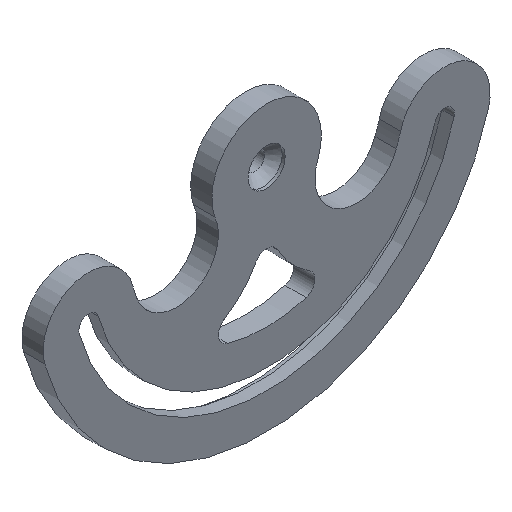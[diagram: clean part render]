
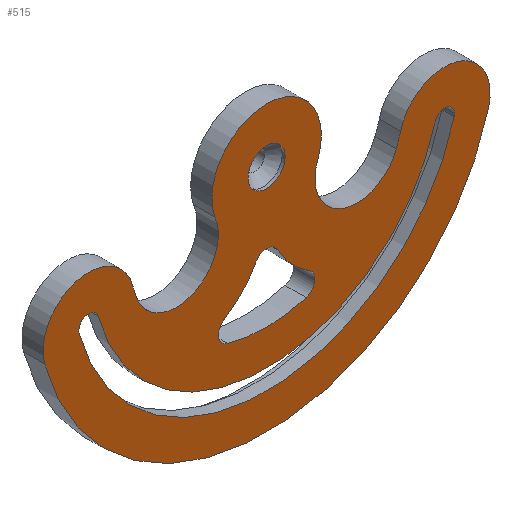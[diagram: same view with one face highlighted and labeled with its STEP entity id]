
A CAD part, isometric view. The second image highlights one B-rep face of the part: STEP entity #515.
In plain terms, the highlighted planar face has unit normal (0, -1, 0).
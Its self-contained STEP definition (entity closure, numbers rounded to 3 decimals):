
#20=FACE_BOUND('',#86,.T.);
#21=FACE_BOUND('',#87,.T.);
#22=FACE_BOUND('',#88,.T.);
#25=PLANE('',#607);
#53=FACE_OUTER_BOUND('',#85,.T.);
#85=EDGE_LOOP('',(#444,#445,#446,#447,#448,#449,#450,#451));
#86=EDGE_LOOP('',(#452,#453,#454,#455));
#87=EDGE_LOOP('',(#456,#457));
#88=EDGE_LOOP('',(#458,#459,#460,#461,#462,#463));
#140=CIRCLE('',#532,57.36);
#170=CIRCLE('',#567,6.1);
#171=CIRCLE('',#568,6.1);
#172=CIRCLE('',#574,3.25);
#173=CIRCLE('',#576,4.);
#174=CIRCLE('',#578,45.61);
#175=CIRCLE('',#580,4.);
#176=CIRCLE('',#582,29.72);
#177=CIRCLE('',#584,4.);
#178=CIRCLE('',#586,29.72);
#179=CIRCLE('',#588,3.25);
#180=CIRCLE('',#590,63.86);
#181=CIRCLE('',#592,18.);
#182=CIRCLE('',#594,13.825);
#183=CIRCLE('',#596,45.61);
#184=CIRCLE('',#598,15.);
#185=CIRCLE('',#600,75.61);
#186=CIRCLE('',#602,15.);
#187=CIRCLE('',#604,45.61);
#188=CIRCLE('',#606,13.825);
#191=VERTEX_POINT('',#796);
#192=VERTEX_POINT('',#798);
#221=VERTEX_POINT('',#865);
#222=VERTEX_POINT('',#866);
#223=VERTEX_POINT('',#879);
#224=VERTEX_POINT('',#883);
#225=VERTEX_POINT('',#885);
#226=VERTEX_POINT('',#889);
#227=VERTEX_POINT('',#893);
#228=VERTEX_POINT('',#897);
#229=VERTEX_POINT('',#901);
#230=VERTEX_POINT('',#907);
#231=VERTEX_POINT('',#913);
#232=VERTEX_POINT('',#915);
#233=VERTEX_POINT('',#919);
#234=VERTEX_POINT('',#923);
#235=VERTEX_POINT('',#927);
#236=VERTEX_POINT('',#931);
#237=VERTEX_POINT('',#935);
#238=VERTEX_POINT('',#939);
#241=EDGE_CURVE('',#192,#191,#140,.T.);
#274=EDGE_CURVE('',#221,#222,#170,.T.);
#275=EDGE_CURVE('',#222,#221,#171,.T.);
#281=EDGE_CURVE('',#223,#192,#172,.T.);
#284=EDGE_CURVE('',#225,#224,#173,.T.);
#286=EDGE_CURVE('',#226,#225,#174,.T.);
#288=EDGE_CURVE('',#227,#226,#175,.T.);
#290=EDGE_CURVE('',#228,#227,#176,.T.);
#292=EDGE_CURVE('',#229,#228,#177,.T.);
#294=EDGE_CURVE('',#224,#229,#178,.T.);
#296=EDGE_CURVE('',#191,#230,#179,.T.);
#297=EDGE_CURVE('',#230,#223,#180,.T.);
#299=EDGE_CURVE('',#232,#231,#181,.T.);
#301=EDGE_CURVE('',#233,#232,#182,.T.);
#303=EDGE_CURVE('',#234,#233,#183,.T.);
#305=EDGE_CURVE('',#235,#234,#184,.T.);
#307=EDGE_CURVE('',#236,#235,#185,.T.);
#309=EDGE_CURVE('',#237,#236,#186,.T.);
#311=EDGE_CURVE('',#238,#237,#187,.T.);
#313=EDGE_CURVE('',#231,#238,#188,.T.);
#444=ORIENTED_EDGE('',*,*,#313,.T.);
#445=ORIENTED_EDGE('',*,*,#311,.T.);
#446=ORIENTED_EDGE('',*,*,#309,.T.);
#447=ORIENTED_EDGE('',*,*,#307,.T.);
#448=ORIENTED_EDGE('',*,*,#305,.T.);
#449=ORIENTED_EDGE('',*,*,#303,.T.);
#450=ORIENTED_EDGE('',*,*,#301,.T.);
#451=ORIENTED_EDGE('',*,*,#299,.T.);
#452=ORIENTED_EDGE('',*,*,#297,.T.);
#453=ORIENTED_EDGE('',*,*,#281,.T.);
#454=ORIENTED_EDGE('',*,*,#241,.T.);
#455=ORIENTED_EDGE('',*,*,#296,.T.);
#456=ORIENTED_EDGE('',*,*,#274,.T.);
#457=ORIENTED_EDGE('',*,*,#275,.T.);
#458=ORIENTED_EDGE('',*,*,#294,.T.);
#459=ORIENTED_EDGE('',*,*,#292,.T.);
#460=ORIENTED_EDGE('',*,*,#290,.T.);
#461=ORIENTED_EDGE('',*,*,#288,.T.);
#462=ORIENTED_EDGE('',*,*,#286,.T.);
#463=ORIENTED_EDGE('',*,*,#284,.T.);
#515=ADVANCED_FACE('',(#53,#20,#21,#22),#25,.F.);
#532=AXIS2_PLACEMENT_3D('',#799,#615,#616);
#567=AXIS2_PLACEMENT_3D('',#867,#688,#689);
#568=AXIS2_PLACEMENT_3D('',#868,#690,#691);
#574=AXIS2_PLACEMENT_3D('',#880,#707,#708);
#576=AXIS2_PLACEMENT_3D('',#886,#713,#714);
#578=AXIS2_PLACEMENT_3D('',#890,#718,#719);
#580=AXIS2_PLACEMENT_3D('',#894,#723,#724);
#582=AXIS2_PLACEMENT_3D('',#898,#728,#729);
#584=AXIS2_PLACEMENT_3D('',#902,#733,#734);
#586=AXIS2_PLACEMENT_3D('',#905,#738,#739);
#588=AXIS2_PLACEMENT_3D('',#909,#743,#744);
#590=AXIS2_PLACEMENT_3D('',#911,#747,#748);
#592=AXIS2_PLACEMENT_3D('',#916,#752,#753);
#594=AXIS2_PLACEMENT_3D('',#920,#757,#758);
#596=AXIS2_PLACEMENT_3D('',#924,#762,#763);
#598=AXIS2_PLACEMENT_3D('',#928,#767,#768);
#600=AXIS2_PLACEMENT_3D('',#932,#772,#773);
#602=AXIS2_PLACEMENT_3D('',#936,#777,#778);
#604=AXIS2_PLACEMENT_3D('',#940,#782,#783);
#606=AXIS2_PLACEMENT_3D('',#943,#787,#788);
#607=AXIS2_PLACEMENT_3D('',#944,#789,#790);
#615=DIRECTION('center_axis',(0.,-1.,0.));
#616=DIRECTION('ref_axis',(-0.341,0.,-0.94));
#688=DIRECTION('center_axis',(0.,1.,0.));
#689=DIRECTION('ref_axis',(1.,0.,0.));
#690=DIRECTION('center_axis',(0.,1.,0.));
#691=DIRECTION('ref_axis',(1.,0.,0.));
#707=DIRECTION('center_axis',(0.,1.,0.));
#708=DIRECTION('ref_axis',(-0.966,0.,-0.259));
#713=DIRECTION('center_axis',(0.,1.,0.));
#714=DIRECTION('ref_axis',(-0.285,0.,-0.958));
#718=DIRECTION('center_axis',(0.,1.,0.));
#719=DIRECTION('ref_axis',(0.285,0.,-0.958));
#723=DIRECTION('center_axis',(0.,1.,0.));
#724=DIRECTION('ref_axis',(0.529,0.,0.848));
#728=DIRECTION('center_axis',(0.,-1.,0.));
#729=DIRECTION('ref_axis',(-0.529,0.,-0.848));
#733=DIRECTION('center_axis',(0.,1.,0.));
#734=DIRECTION('ref_axis',(-0.881,0.,0.472));
#738=DIRECTION('center_axis',(0.,-1.,0.));
#739=DIRECTION('ref_axis',(0.881,0.,-0.472));
#743=DIRECTION('center_axis',(0.,1.,0.));
#744=DIRECTION('ref_axis',(-0.966,0.,0.259));
#747=DIRECTION('center_axis',(0.,1.,0.));
#748=DIRECTION('ref_axis',(0.966,0.,-0.259));
#752=DIRECTION('center_axis',(0.,-1.,0.));
#753=DIRECTION('ref_axis',(-0.95,0.,-0.313));
#757=DIRECTION('center_axis',(0.,1.,0.));
#758=DIRECTION('ref_axis',(0.935,0.,-0.355));
#762=DIRECTION('center_axis',(0.,1.,0.));
#763=DIRECTION('ref_axis',(0.966,0.,-0.259));
#767=DIRECTION('center_axis',(0.,-1.,0.));
#768=DIRECTION('ref_axis',(-0.966,0.,0.259));
#772=DIRECTION('center_axis',(0.,-1.,0.));
#773=DIRECTION('ref_axis',(0.966,0.,-0.259));
#777=DIRECTION('center_axis',(0.,-1.,0.));
#778=DIRECTION('ref_axis',(-0.966,0.,-0.259));
#782=DIRECTION('center_axis',(0.,1.,0.));
#783=DIRECTION('ref_axis',(-0.935,0.,-0.355));
#787=DIRECTION('center_axis',(0.,1.,0.));
#788=DIRECTION('ref_axis',(0.913,0.,0.407));
#789=DIRECTION('center_axis',(0.,1.,0.));
#790=DIRECTION('ref_axis',(1.,0.,0.));
#796=CARTESIAN_POINT('',(55.405,-7.,-14.846));
#798=CARTESIAN_POINT('',(-55.405,-7.,-14.846));
#799=CARTESIAN_POINT('Origin',(0.,-7.,0.));
#865=CARTESIAN_POINT('',(6.1,-7.,0.));
#866=CARTESIAN_POINT('',(-6.1,-7.,0.));
#867=CARTESIAN_POINT('Origin',(0.,-7.,0.));
#868=CARTESIAN_POINT('Origin',(0.,-7.,0.));
#879=CARTESIAN_POINT('',(-61.684,-7.,-16.528));
#880=CARTESIAN_POINT('Origin',(-58.545,-7.,-15.687));
#883=CARTESIAN_POINT('',(-13.989,-7.,-36.487));
#885=CARTESIAN_POINT('',(-13.013,-7.,-43.714));
#886=CARTESIAN_POINT('Origin',(-11.872,-7.,-39.88));
#889=CARTESIAN_POINT('',(13.013,-7.,-43.714));
#890=CARTESIAN_POINT('Origin',(0.,-7.,0.));
#893=CARTESIAN_POINT('',(13.989,-7.,-36.487));
#894=CARTESIAN_POINT('Origin',(11.872,-7.,-39.88));
#897=CARTESIAN_POINT('',(3.525,-7.,-25.311));
#898=CARTESIAN_POINT('Origin',(29.72,-7.,-11.271));
#901=CARTESIAN_POINT('',(-3.525,-7.,-25.311));
#902=CARTESIAN_POINT('Origin',(0.,-7.,-27.201));
#905=CARTESIAN_POINT('Origin',(-29.72,-7.,-11.271));
#907=CARTESIAN_POINT('',(61.684,-7.,-16.528));
#909=CARTESIAN_POINT('Origin',(58.545,-7.,-15.687));
#911=CARTESIAN_POINT('Origin',(0.,-7.,0.));
#913=CARTESIAN_POINT('',(-17.093,-7.,-5.642));
#915=CARTESIAN_POINT('',(17.093,-7.,-5.642));
#916=CARTESIAN_POINT('Origin',(0.,-7.,0.));
#919=CARTESIAN_POINT('',(42.646,-7.,-16.173));
#920=CARTESIAN_POINT('Origin',(29.72,-7.,-11.271));
#923=CARTESIAN_POINT('',(44.056,-7.,-11.805));
#924=CARTESIAN_POINT('Origin',(0.,-7.,0.));
#927=CARTESIAN_POINT('',(73.034,-7.,-19.569));
#928=CARTESIAN_POINT('Origin',(58.545,-7.,-15.687));
#931=CARTESIAN_POINT('',(-73.034,-7.,-19.569));
#932=CARTESIAN_POINT('Origin',(0.,-7.,0.));
#935=CARTESIAN_POINT('',(-44.056,-7.,-11.805));
#936=CARTESIAN_POINT('Origin',(-58.545,-7.,-15.687));
#939=CARTESIAN_POINT('',(-42.646,-7.,-16.173));
#940=CARTESIAN_POINT('Origin',(0.,-7.,0.));
#943=CARTESIAN_POINT('Origin',(-29.72,-7.,-11.271));
#944=CARTESIAN_POINT('Origin',(0.,-7.,-28.805));
